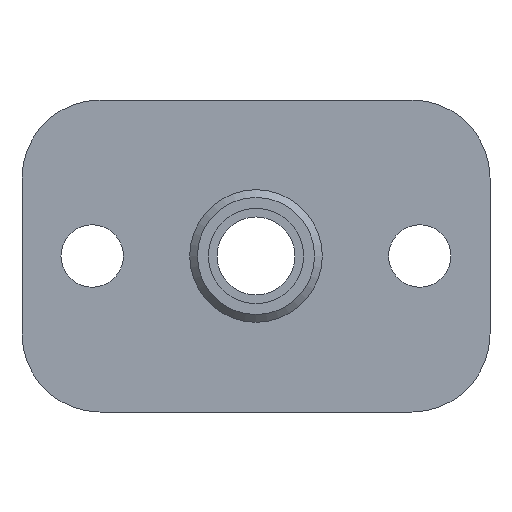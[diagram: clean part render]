
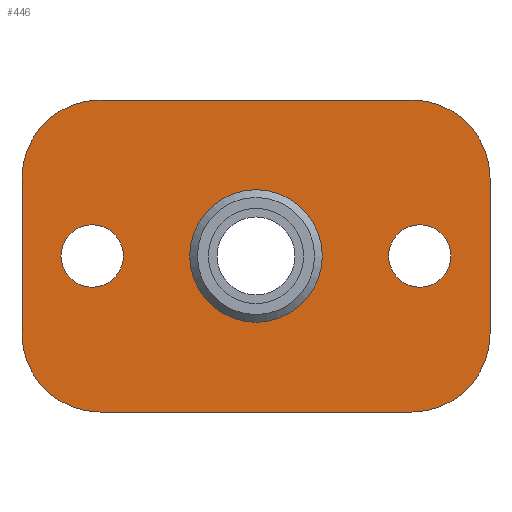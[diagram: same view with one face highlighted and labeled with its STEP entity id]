
A CAD part, front view. The second image highlights one B-rep face of the part: STEP entity #446.
In plain terms, the highlighted planar face has unit normal (0, -1, 0).
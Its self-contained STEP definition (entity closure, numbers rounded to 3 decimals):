
#2 = ORIENTED_EDGE ( 'NONE', *, *, #588, .F. ) ;
#11 = CARTESIAN_POINT ( 'NONE',  ( 9., 0., -20. ) ) ;
#34 = DIRECTION ( 'NONE',  ( 0., 1., 0. ) ) ;
#51 = DIRECTION ( 'NONE',  ( 0., 1., 0. ) ) ;
#61 = CARTESIAN_POINT ( 'NONE',  ( 30., 0., -28.5 ) ) ;
#62 = DIRECTION ( 'NONE',  ( 0., 0., -1. ) ) ;
#64 = CARTESIAN_POINT ( 'NONE',  ( 51., 0., -24. ) ) ;
#74 = CARTESIAN_POINT ( 'NONE',  ( 51., 0., -20. ) ) ;
#82 = EDGE_LOOP ( 'NONE', ( #129, #320, #2, #753, #149, #458, #606, #700 ) ) ;
#93 = FACE_OUTER_BOUND ( 'NONE', #82, .T. ) ;
#96 = VERTEX_POINT ( 'NONE', #319 ) ;
#99 = CIRCLE ( 'NONE', #544, 10. ) ;
#101 = CARTESIAN_POINT ( 'NONE',  ( 0., 0., -10. ) ) ;
#104 = DIRECTION ( 'NONE',  ( 1., 0., 0. ) ) ;
#129 = ORIENTED_EDGE ( 'NONE', *, *, #335, .F. ) ;
#131 = CARTESIAN_POINT ( 'NONE',  ( 60., 0., -10. ) ) ;
#135 = EDGE_CURVE ( 'NONE', #548, #548, #363, .T. ) ;
#140 = DIRECTION ( 'NONE',  ( 0., 1., 0. ) ) ;
#144 = FACE_BOUND ( 'NONE', #400, .T. ) ;
#149 = ORIENTED_EDGE ( 'NONE', *, *, #647, .F. ) ;
#152 = AXIS2_PLACEMENT_3D ( 'NONE', #322, #389, #217 ) ;
#167 = CARTESIAN_POINT ( 'NONE',  ( 10., 0., 0. ) ) ;
#210 = EDGE_CURVE ( 'NONE', #550, #692, #546, .T. ) ;
#211 = CARTESIAN_POINT ( 'NONE',  ( 10., 0., -30. ) ) ;
#213 = VERTEX_POINT ( 'NONE', #589 ) ;
#217 = DIRECTION ( 'NONE',  ( 0., 0., -1. ) ) ;
#222 = DIRECTION ( 'NONE',  ( 0., 0., -1. ) ) ;
#231 = DIRECTION ( 'NONE',  ( 0., 0., 1. ) ) ;
#235 = CARTESIAN_POINT ( 'NONE',  ( 10., 0., -40. ) ) ;
#247 = EDGE_CURVE ( 'NONE', #583, #96, #752, .T. ) ;
#251 = VERTEX_POINT ( 'NONE', #280 ) ;
#257 = DIRECTION ( 'NONE',  ( 0., 1., 0. ) ) ;
#262 = VECTOR ( 'NONE', #104, 1000. ) ;
#264 = AXIS2_PLACEMENT_3D ( 'NONE', #579, #34, #571 ) ;
#271 = CARTESIAN_POINT ( 'NONE',  ( 10., 0., 0. ) ) ;
#276 = VECTOR ( 'NONE', #290, 1000. ) ;
#280 = CARTESIAN_POINT ( 'NONE',  ( 60., 0., -10. ) ) ;
#285 = DIRECTION ( 'NONE',  ( 0., 0., -1. ) ) ;
#287 = CIRCLE ( 'NONE', #264, 10. ) ;
#290 = DIRECTION ( 'NONE',  ( -1., 0., 0. ) ) ;
#305 = CARTESIAN_POINT ( 'NONE',  ( 10., 0., -10. ) ) ;
#315 = DIRECTION ( 'NONE',  ( 0., -1., 0. ) ) ;
#319 = CARTESIAN_POINT ( 'NONE',  ( 0., 0., -10. ) ) ;
#320 = ORIENTED_EDGE ( 'NONE', *, *, #247, .F. ) ;
#322 = CARTESIAN_POINT ( 'NONE',  ( 10., 0., -10. ) ) ;
#325 = VECTOR ( 'NONE', #426, 1000. ) ;
#331 = ORIENTED_EDGE ( 'NONE', *, *, #440, .T. ) ;
#335 = EDGE_CURVE ( 'NONE', #96, #550, #99, .T. ) ;
#341 = DIRECTION ( 'NONE',  ( 0., 0., -1. ) ) ;
#348 = VERTEX_POINT ( 'NONE', #371 ) ;
#352 = CARTESIAN_POINT ( 'NONE',  ( 50., 0., 0. ) ) ;
#353 = VECTOR ( 'NONE', #231, 1000. ) ;
#354 = CIRCLE ( 'NONE', #662, 8.5 ) ;
#358 = EDGE_CURVE ( 'NONE', #251, #213, #362, .T. ) ;
#362 = LINE ( 'NONE', #131, #325 ) ;
#363 = CIRCLE ( 'NONE', #602, 4. ) ;
#371 = CARTESIAN_POINT ( 'NONE',  ( 50., 0., -40. ) ) ;
#389 = DIRECTION ( 'NONE',  ( 0., -1., 0. ) ) ;
#391 = AXIS2_PLACEMENT_3D ( 'NONE', #11, #257, #619 ) ;
#400 = EDGE_LOOP ( 'NONE', ( #331 ) ) ;
#426 = DIRECTION ( 'NONE',  ( 0., 0., -1. ) ) ;
#427 = CIRCLE ( 'NONE', #391, 4. ) ;
#440 = EDGE_CURVE ( 'NONE', #666, #666, #427, .T. ) ;
#446 = ADVANCED_FACE ( 'NONE', ( #622, #456, #144, #93 ), #634, .T. ) ;
#456 = FACE_BOUND ( 'NONE', #682, .T. ) ;
#458 = ORIENTED_EDGE ( 'NONE', *, *, #358, .F. ) ;
#473 = LINE ( 'NONE', #235, #276 ) ;
#484 = VERTEX_POINT ( 'NONE', #61 ) ;
#511 = ORIENTED_EDGE ( 'NONE', *, *, #527, .F. ) ;
#512 = CARTESIAN_POINT ( 'NONE',  ( 30., 0., -20. ) ) ;
#527 = EDGE_CURVE ( 'NONE', #484, #484, #354, .T. ) ;
#544 = AXIS2_PLACEMENT_3D ( 'NONE', #305, #140, #62 ) ;
#546 = LINE ( 'NONE', #167, #262 ) ;
#548 = VERTEX_POINT ( 'NONE', #64 ) ;
#550 = VERTEX_POINT ( 'NONE', #271 ) ;
#556 = CIRCLE ( 'NONE', #651, 10. ) ;
#560 = DIRECTION ( 'NONE',  ( 0., 0., -1. ) ) ;
#571 = DIRECTION ( 'NONE',  ( 0., 0., 1. ) ) ;
#572 = EDGE_CURVE ( 'NONE', #692, #251, #287, .T. ) ;
#579 = CARTESIAN_POINT ( 'NONE',  ( 50., 0., -10. ) ) ;
#582 = AXIS2_PLACEMENT_3D ( 'NONE', #211, #743, #222 ) ;
#583 = VERTEX_POINT ( 'NONE', #754 ) ;
#588 = EDGE_CURVE ( 'NONE', #711, #583, #763, .T. ) ;
#589 = CARTESIAN_POINT ( 'NONE',  ( 60., 0., -30. ) ) ;
#595 = CARTESIAN_POINT ( 'NONE',  ( 10., 0., -40. ) ) ;
#602 = AXIS2_PLACEMENT_3D ( 'NONE', #74, #315, #560 ) ;
#606 = ORIENTED_EDGE ( 'NONE', *, *, #572, .F. ) ;
#619 = DIRECTION ( 'NONE',  ( 0., 0., -1. ) ) ;
#622 = FACE_BOUND ( 'NONE', #639, .T. ) ;
#625 = DIRECTION ( 'NONE',  ( 0., -1., 0. ) ) ;
#634 = PLANE ( 'NONE',  #152 ) ;
#639 = EDGE_LOOP ( 'NONE', ( #511 ) ) ;
#642 = ORIENTED_EDGE ( 'NONE', *, *, #135, .F. ) ;
#647 = EDGE_CURVE ( 'NONE', #213, #348, #556, .T. ) ;
#651 = AXIS2_PLACEMENT_3D ( 'NONE', #707, #51, #285 ) ;
#656 = EDGE_CURVE ( 'NONE', #348, #711, #473, .T. ) ;
#662 = AXIS2_PLACEMENT_3D ( 'NONE', #512, #625, #341 ) ;
#666 = VERTEX_POINT ( 'NONE', #730 ) ;
#682 = EDGE_LOOP ( 'NONE', ( #642 ) ) ;
#692 = VERTEX_POINT ( 'NONE', #352 ) ;
#700 = ORIENTED_EDGE ( 'NONE', *, *, #210, .F. ) ;
#707 = CARTESIAN_POINT ( 'NONE',  ( 50., 0., -30. ) ) ;
#711 = VERTEX_POINT ( 'NONE', #595 ) ;
#730 = CARTESIAN_POINT ( 'NONE',  ( 9., 0., -24. ) ) ;
#743 = DIRECTION ( 'NONE',  ( 0., 1., 0. ) ) ;
#752 = LINE ( 'NONE', #101, #353 ) ;
#753 = ORIENTED_EDGE ( 'NONE', *, *, #656, .F. ) ;
#754 = CARTESIAN_POINT ( 'NONE',  ( 0., 0., -30. ) ) ;
#763 = CIRCLE ( 'NONE', #582, 10. ) ;
